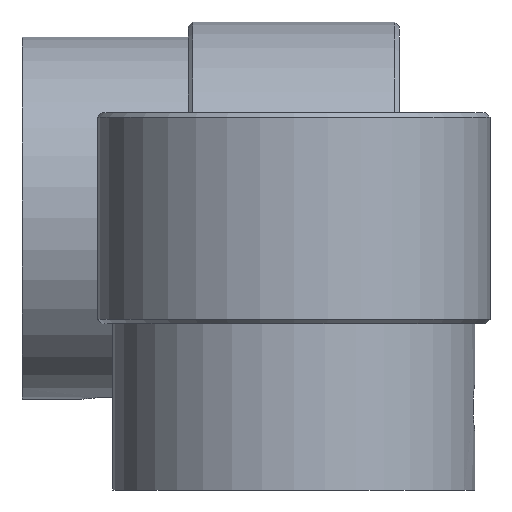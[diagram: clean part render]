
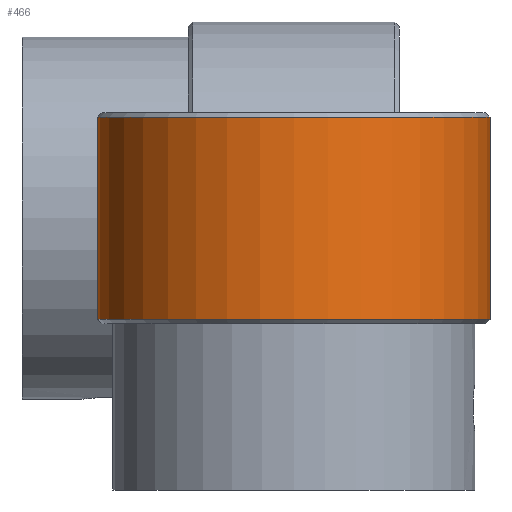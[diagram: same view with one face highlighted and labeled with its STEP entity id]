
A CAD part, front view. The second image highlights one B-rep face of the part: STEP entity #466.
In plain terms, the highlighted cylindrical face has radius 13 mm (diameter 26 mm), a full revolution.
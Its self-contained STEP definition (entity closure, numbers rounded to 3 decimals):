
#466 = ADVANCED_FACE( '', ( #581, #582 ), #583, .T. );
#581 = FACE_OUTER_BOUND( '', #807, .T. );
#582 = FACE_OUTER_BOUND( '', #808, .T. );
#583 = CYLINDRICAL_SURFACE( '', #809, 13. );
#807 = EDGE_LOOP( '', ( #1055 ) );
#808 = EDGE_LOOP( '', ( #1056 ) );
#809 = AXIS2_PLACEMENT_3D( '', #1057, #1058, #1059 );
#1055 = ORIENTED_EDGE( '', *, *, #1511, .T. );
#1056 = ORIENTED_EDGE( '', *, *, #1512, .T. );
#1057 = CARTESIAN_POINT( '', ( 0., 0., -14. ) );
#1058 = DIRECTION( '', ( 0., 0., -1. ) );
#1059 = DIRECTION( '', ( 1., 0., 0. ) );
#1511 = EDGE_CURVE( '', #1654, #1654, #1655, .F. );
#1512 = EDGE_CURVE( '', #1656, #1656, #1657, .T. );
#1654 = VERTEX_POINT( '', #2094 );
#1655 = CIRCLE( '', #2095, 13. );
#1656 = VERTEX_POINT( '', #2096 );
#1657 = CIRCLE( '', #2097, 13. );
#2094 = CARTESIAN_POINT( '', ( 13., 0., -0.3 ) );
#2095 = AXIS2_PLACEMENT_3D( '', #2703, #2704, #2705 );
#2096 = CARTESIAN_POINT( '', ( 13., 0., -13.7 ) );
#2097 = AXIS2_PLACEMENT_3D( '', #2706, #2707, #2708 );
#2703 = CARTESIAN_POINT( '', ( 0., 0., -0.3 ) );
#2704 = DIRECTION( '', ( 0., 0., 1. ) );
#2705 = DIRECTION( '', ( 1., 0., 0. ) );
#2706 = CARTESIAN_POINT( '', ( 0., 0., -13.7 ) );
#2707 = DIRECTION( '', ( 0., 0., 1. ) );
#2708 = DIRECTION( '', ( 1., 0., 0. ) );
